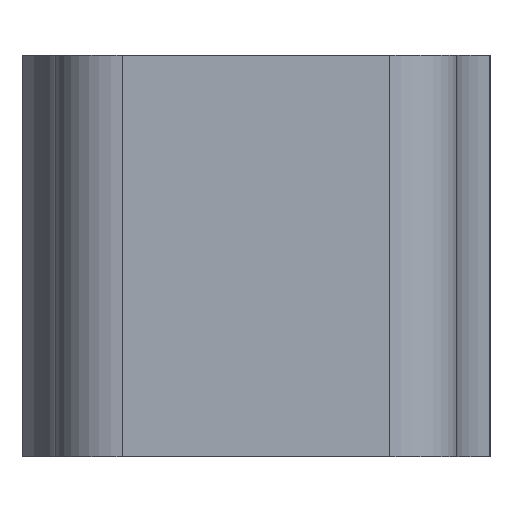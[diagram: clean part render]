
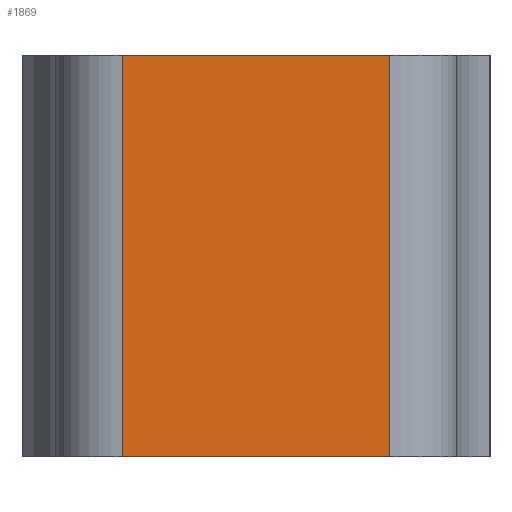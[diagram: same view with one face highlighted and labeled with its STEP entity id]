
A CAD part, left-side view. The second image highlights one B-rep face of the part: STEP entity #1869.
In plain terms, the highlighted planar face has unit normal (-1, 0, 0).
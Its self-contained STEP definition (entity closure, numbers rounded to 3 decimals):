
#113 = PLANE ( 'NONE',  #1347 ) ;
#130 = EDGE_LOOP ( 'NONE', ( #1808, #221, #660, #318 ) ) ;
#131 = LINE ( 'NONE', #771, #2302 ) ;
#221 = ORIENTED_EDGE ( 'NONE', *, *, #848, .T. ) ;
#246 = VERTEX_POINT ( 'NONE', #796 ) ;
#318 = ORIENTED_EDGE ( 'NONE', *, *, #1504, .T. ) ;
#371 = CARTESIAN_POINT ( 'NONE',  ( -702.923, 52.769, 120. ) ) ;
#393 = EDGE_CURVE ( 'NONE', #1003, #2054, #2200, .T. ) ;
#532 = DIRECTION ( 'NONE',  ( 0., 1., 0. ) ) ;
#660 = ORIENTED_EDGE ( 'NONE', *, *, #393, .F. ) ;
#665 = EDGE_CURVE ( 'NONE', #758, #246, #700, .T. ) ;
#700 = LINE ( 'NONE', #371, #1656 ) ;
#702 = CARTESIAN_POINT ( 'NONE',  ( -702.923, 52.769, 0. ) ) ;
#758 = VERTEX_POINT ( 'NONE', #1433 ) ;
#771 = CARTESIAN_POINT ( 'NONE',  ( -702.923, 32.769, 120. ) ) ;
#796 = CARTESIAN_POINT ( 'NONE',  ( -702.923, 32.769, 120. ) ) ;
#817 = CARTESIAN_POINT ( 'NONE',  ( -702.923, 32.769, 0. ) ) ;
#848 = EDGE_CURVE ( 'NONE', #246, #2054, #131, .T. ) ;
#1003 = VERTEX_POINT ( 'NONE', #1887 ) ;
#1037 = DIRECTION ( 'NONE',  ( 0., 0., 1. ) ) ;
#1180 = CARTESIAN_POINT ( 'NONE',  ( -702.923, 52.769, 120. ) ) ;
#1347 = AXIS2_PLACEMENT_3D ( 'NONE', #1180, #1549, #1676 ) ;
#1433 = CARTESIAN_POINT ( 'NONE',  ( -702.923, -47.231, 120. ) ) ;
#1504 = EDGE_CURVE ( 'NONE', #1003, #758, #2018, .T. ) ;
#1549 = DIRECTION ( 'NONE',  ( -1., 0., 0. ) ) ;
#1656 = VECTOR ( 'NONE', #532, 1000. ) ;
#1676 = DIRECTION ( 'NONE',  ( 0., 0., 1. ) ) ;
#1808 = ORIENTED_EDGE ( 'NONE', *, *, #665, .T. ) ;
#1869 = ADVANCED_FACE ( 'NONE', ( #1996 ), #113, .T. ) ;
#1887 = CARTESIAN_POINT ( 'NONE',  ( -702.923, -47.231, 0. ) ) ;
#1937 = CARTESIAN_POINT ( 'NONE',  ( -702.923, -47.231, 120. ) ) ;
#1996 = FACE_OUTER_BOUND ( 'NONE', #130, .T. ) ;
#2018 = LINE ( 'NONE', #1937, #2082 ) ;
#2038 = DIRECTION ( 'NONE',  ( 0., 0., -1. ) ) ;
#2054 = VERTEX_POINT ( 'NONE', #817 ) ;
#2082 = VECTOR ( 'NONE', #1037, 1000. ) ;
#2143 = VECTOR ( 'NONE', #2159, 1000. ) ;
#2159 = DIRECTION ( 'NONE',  ( 0., 1., 0. ) ) ;
#2200 = LINE ( 'NONE', #702, #2143 ) ;
#2302 = VECTOR ( 'NONE', #2038, 1000. ) ;
